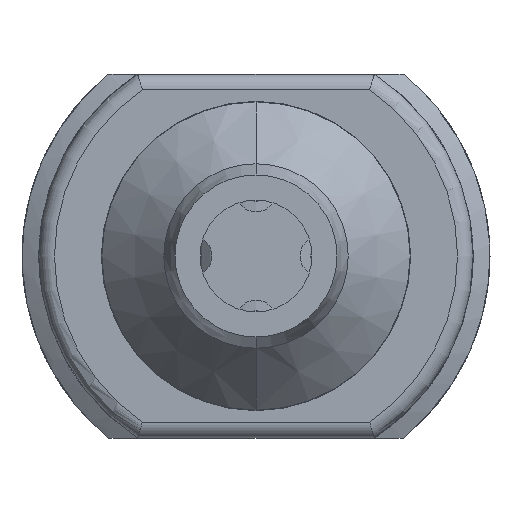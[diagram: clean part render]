
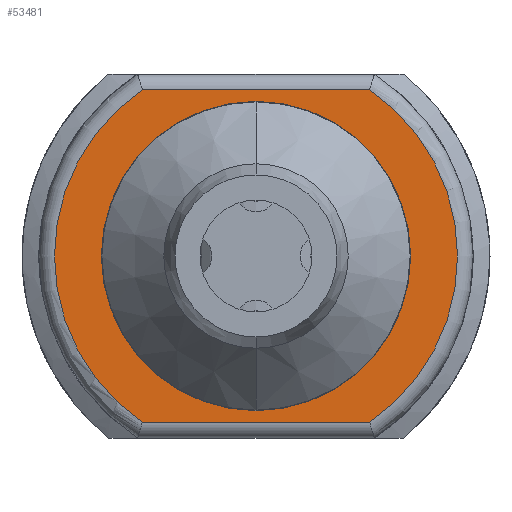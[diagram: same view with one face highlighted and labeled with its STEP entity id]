
A CAD part, front view. The second image highlights one B-rep face of the part: STEP entity #53481.
In plain terms, the highlighted face is planar.
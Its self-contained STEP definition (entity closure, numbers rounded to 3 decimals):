
#51602=DIRECTION('',(-1.,0.,0.));
#51603=VECTOR('',#51602,8.741);
#51604=CARTESIAN_POINT('',(4.371,0.,6.4));
#51605=LINE('',#51604,#51603);
#51610=CARTESIAN_POINT('',(0.,0.,0.));
#51611=DIRECTION('',(0.,1.,0.));
#51612=DIRECTION('',(0.,0.,1.));
#51613=AXIS2_PLACEMENT_3D('',#51610,#51611,#51612);
#51615=CARTESIAN_POINT('',(0.,0.,0.));
#51616=DIRECTION('',(0.,1.,0.));
#51617=DIRECTION('',(0.,0.,-1.));
#51618=AXIS2_PLACEMENT_3D('',#51615,#51616,#51617);
#51620=CARTESIAN_POINT('',(0.,0.,0.));
#51621=DIRECTION('',(0.,1.,0.));
#51622=DIRECTION('',(0.564,0.,0.826));
#51623=AXIS2_PLACEMENT_3D('',#51620,#51621,#51622);
#51639=DIRECTION('',(1.,0.,0.));
#51640=VECTOR('',#51639,8.741);
#51641=CARTESIAN_POINT('',(-4.37,0.,-6.4));
#51642=LINE('',#51641,#51640);
#51670=CARTESIAN_POINT('',(0.,0.,0.));
#51671=DIRECTION('',(0.,1.,0.));
#51672=DIRECTION('',(-0.564,0.,-0.826));
#51673=AXIS2_PLACEMENT_3D('',#51670,#51671,#51672);
#52956=CARTESIAN_POINT('',(4.37,0.,6.4));
#52957=CARTESIAN_POINT('',(4.37,0.,-6.4));
#52958=VERTEX_POINT('',#52956);
#52959=VERTEX_POINT('',#52957);
#52964=CARTESIAN_POINT('',(-4.371,0.,6.4));
#52965=VERTEX_POINT('',#52964);
#52970=CARTESIAN_POINT('',(-4.37,0.,-6.4));
#52971=VERTEX_POINT('',#52970);
#53212=CARTESIAN_POINT('',(0.,0.,5.95));
#53213=CARTESIAN_POINT('',(0.,0.,-5.95));
#53214=VERTEX_POINT('',#53212);
#53215=VERTEX_POINT('',#53213);
#53461=CARTESIAN_POINT('',(16.,0.,-11.448));
#53462=DIRECTION('',(0.,-1.,0.));
#53463=DIRECTION('',(-1.,0.,0.));
#53464=AXIS2_PLACEMENT_3D('',#53461,#53462,#53463);
#53465=PLANE('',#53464);
#53467=ORIENTED_EDGE('',*,*,#53466,.F.);
#53468=ORIENTED_EDGE('',*,*,#53451,.T.);
#53470=ORIENTED_EDGE('',*,*,#53469,.F.);
#53472=ORIENTED_EDGE('',*,*,#53471,.T.);
#53473=EDGE_LOOP('',(#53467,#53468,#53470,#53472));
#53474=FACE_OUTER_BOUND('',#53473,.F.);
#53476=ORIENTED_EDGE('',*,*,#53475,.T.);
#53478=ORIENTED_EDGE('',*,*,#53477,.T.);
#53479=EDGE_LOOP('',(#53476,#53478));
#53480=FACE_BOUND('',#53479,.F.);
#51614=CIRCLE('',#51613,5.95);
#51619=CIRCLE('',#51618,5.95);
#51624=CIRCLE('',#51623,7.75);
#51674=CIRCLE('',#51673,7.75);
#53451=EDGE_CURVE('',#52958,#52965,#51605,.T.);
#53466=EDGE_CURVE('',#52958,#52959,#51624,.T.);
#53469=EDGE_CURVE('',#52971,#52965,#51674,.T.);
#53471=EDGE_CURVE('',#52971,#52959,#51642,.T.);
#53475=EDGE_CURVE('',#53214,#53215,#51614,.T.);
#53477=EDGE_CURVE('',#53215,#53214,#51619,.T.);
#53481=ADVANCED_FACE('',(#53474,#53480),#53465,.F.);
